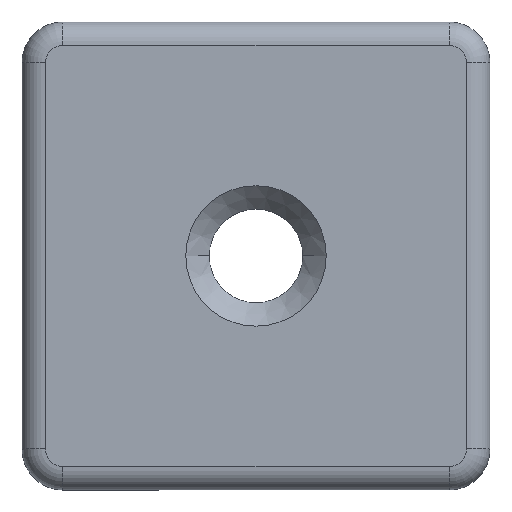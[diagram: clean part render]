
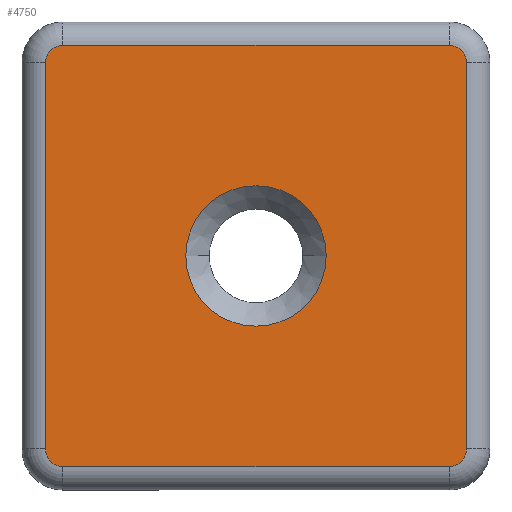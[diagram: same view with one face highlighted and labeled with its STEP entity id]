
A CAD part, top view. The second image highlights one B-rep face of the part: STEP entity #4750.
In plain terms, the highlighted planar face has unit normal (0, 0, 1).
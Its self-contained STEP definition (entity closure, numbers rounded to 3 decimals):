
#30 = AXIS2_PLACEMENT_3D ( 'NONE', #1985, #3412, #8100 ) ;
#65 = EDGE_CURVE ( 'NONE', #4527, #2316, #4487, .T. ) ;
#352 = ORIENTED_EDGE ( 'NONE', *, *, #4110, .T. ) ;
#366 = ORIENTED_EDGE ( 'NONE', *, *, #3276, .F. ) ;
#411 = CARTESIAN_POINT ( 'NONE',  ( 0., 0., 4. ) ) ;
#439 = EDGE_CURVE ( 'NONE', #2141, #3598, #7367, .T. ) ;
#448 = DIRECTION ( 'NONE',  ( -1., 0., 0. ) ) ;
#522 = ORIENTED_EDGE ( 'NONE', *, *, #3119, .T. ) ;
#678 = FACE_BOUND ( 'NONE', #6989, .T. ) ;
#770 = DIRECTION ( 'NONE',  ( 1., 0., 0. ) ) ;
#814 = CIRCLE ( 'NONE', #7410, 1.5 ) ;
#945 = CARTESIAN_POINT ( 'NONE',  ( -16.5, 18., 4. ) ) ;
#1110 = VERTEX_POINT ( 'NONE', #3630 ) ;
#1122 = CARTESIAN_POINT ( 'NONE',  ( 18., -16.5, 4. ) ) ;
#1186 = ORIENTED_EDGE ( 'NONE', *, *, #439, .T. ) ;
#1602 = DIRECTION ( 'NONE',  ( 0., 0., 1. ) ) ;
#1735 = EDGE_CURVE ( 'NONE', #4018, #5658, #6978, .T. ) ;
#1847 = VECTOR ( 'NONE', #2343, 1000. ) ;
#1902 = FACE_OUTER_BOUND ( 'NONE', #7972, .T. ) ;
#1984 = CARTESIAN_POINT ( 'NONE',  ( 0., 0., 4. ) ) ;
#1985 = CARTESIAN_POINT ( 'NONE',  ( 0., 0., 4. ) ) ;
#2099 = ORIENTED_EDGE ( 'NONE', *, *, #3809, .T. ) ;
#2141 = VERTEX_POINT ( 'NONE', #4131 ) ;
#2240 = CARTESIAN_POINT ( 'NONE',  ( -6., 0., 4. ) ) ;
#2316 = VERTEX_POINT ( 'NONE', #2240 ) ;
#2343 = DIRECTION ( 'NONE',  ( -1., 0., 0. ) ) ;
#2400 = VERTEX_POINT ( 'NONE', #4444 ) ;
#2415 = DIRECTION ( 'NONE',  ( -1., 0., 0. ) ) ;
#2555 = VECTOR ( 'NONE', #4342, 1000. ) ;
#2972 = CARTESIAN_POINT ( 'NONE',  ( -18., 16.5, 4. ) ) ;
#2987 = CIRCLE ( 'NONE', #4995, 1.5 ) ;
#3013 = LINE ( 'NONE', #5751, #1847 ) ;
#3119 = EDGE_CURVE ( 'NONE', #5135, #4018, #3013, .T. ) ;
#3276 = EDGE_CURVE ( 'NONE', #2316, #4527, #7295, .T. ) ;
#3348 = CARTESIAN_POINT ( 'NONE',  ( 18., 16.5, 4. ) ) ;
#3412 = DIRECTION ( 'NONE',  ( 0., 0., -1. ) ) ;
#3598 = VERTEX_POINT ( 'NONE', #1122 ) ;
#3621 = ORIENTED_EDGE ( 'NONE', *, *, #7157, .T. ) ;
#3630 = CARTESIAN_POINT ( 'NONE',  ( -16.5, -18., 4. ) ) ;
#3703 = ORIENTED_EDGE ( 'NONE', *, *, #1735, .T. ) ;
#3728 = CARTESIAN_POINT ( 'NONE',  ( 18., 16.5, 4. ) ) ;
#3809 = EDGE_CURVE ( 'NONE', #3598, #4025, #4027, .T. ) ;
#3928 = DIRECTION ( 'NONE',  ( -1., 0., 0. ) ) ;
#3961 = VECTOR ( 'NONE', #7347, 1000. ) ;
#4018 = VERTEX_POINT ( 'NONE', #945 ) ;
#4025 = VERTEX_POINT ( 'NONE', #3728 ) ;
#4027 = LINE ( 'NONE', #3348, #2555 ) ;
#4110 = EDGE_CURVE ( 'NONE', #4025, #5135, #2987, .T. ) ;
#4131 = CARTESIAN_POINT ( 'NONE',  ( 16.5, -18., 4. ) ) ;
#4305 = ORIENTED_EDGE ( 'NONE', *, *, #7138, .T. ) ;
#4342 = DIRECTION ( 'NONE',  ( 0., 1., 0. ) ) ;
#4444 = CARTESIAN_POINT ( 'NONE',  ( -18., -16.5, 4. ) ) ;
#4487 = CIRCLE ( 'NONE', #4912, 6. ) ;
#4527 = VERTEX_POINT ( 'NONE', #7993 ) ;
#4564 = CARTESIAN_POINT ( 'NONE',  ( 16.5, -16.5, 4. ) ) ;
#4582 = PLANE ( 'NONE',  #30 ) ;
#4750 = ADVANCED_FACE ( 'NONE', ( #1902, #678 ), #4582, .F. ) ;
#4912 = AXIS2_PLACEMENT_3D ( 'NONE', #411, #6693, #8730 ) ;
#4995 = AXIS2_PLACEMENT_3D ( 'NONE', #8689, #7999, #448 ) ;
#5003 = CARTESIAN_POINT ( 'NONE',  ( -16.5, -16.5, 4. ) ) ;
#5007 = ORIENTED_EDGE ( 'NONE', *, *, #65, .F. ) ;
#5082 = EDGE_CURVE ( 'NONE', #1110, #2141, #7326, .T. ) ;
#5135 = VERTEX_POINT ( 'NONE', #6002 ) ;
#5254 = DIRECTION ( 'NONE',  ( 0., 0., 1. ) ) ;
#5375 = DIRECTION ( 'NONE',  ( 1., 0., 0. ) ) ;
#5517 = DIRECTION ( 'NONE',  ( 0., 0., 1. ) ) ;
#5658 = VERTEX_POINT ( 'NONE', #2972 ) ;
#5751 = CARTESIAN_POINT ( 'NONE',  ( -16.5, 18., 4. ) ) ;
#5896 = CARTESIAN_POINT ( 'NONE',  ( -18., -16.5, 4. ) ) ;
#6002 = CARTESIAN_POINT ( 'NONE',  ( 16.5, 18., 4. ) ) ;
#6009 = DIRECTION ( 'NONE',  ( -1., 0., 0. ) ) ;
#6352 = AXIS2_PLACEMENT_3D ( 'NONE', #4564, #8722, #2415 ) ;
#6653 = CARTESIAN_POINT ( 'NONE',  ( 16.5, -18., 4. ) ) ;
#6693 = DIRECTION ( 'NONE',  ( 0., 0., 1. ) ) ;
#6978 = CIRCLE ( 'NONE', #8851, 1.5 ) ;
#6989 = EDGE_LOOP ( 'NONE', ( #5007, #366 ) ) ;
#7138 = EDGE_CURVE ( 'NONE', #2400, #1110, #814, .T. ) ;
#7157 = EDGE_CURVE ( 'NONE', #5658, #2400, #8152, .T. ) ;
#7295 = CIRCLE ( 'NONE', #7582, 6. ) ;
#7326 = LINE ( 'NONE', #6653, #8521 ) ;
#7347 = DIRECTION ( 'NONE',  ( 0., -1., 0. ) ) ;
#7367 = CIRCLE ( 'NONE', #6352, 1.5 ) ;
#7410 = AXIS2_PLACEMENT_3D ( 'NONE', #5003, #1602, #3928 ) ;
#7582 = AXIS2_PLACEMENT_3D ( 'NONE', #1984, #5517, #770 ) ;
#7972 = EDGE_LOOP ( 'NONE', ( #3703, #3621, #4305, #8633, #1186, #2099, #352, #522 ) ) ;
#7973 = CARTESIAN_POINT ( 'NONE',  ( -16.5, 16.5, 4. ) ) ;
#7993 = CARTESIAN_POINT ( 'NONE',  ( 6., 0., 4. ) ) ;
#7999 = DIRECTION ( 'NONE',  ( 0., 0., 1. ) ) ;
#8100 = DIRECTION ( 'NONE',  ( -1., 0., 0. ) ) ;
#8152 = LINE ( 'NONE', #5896, #3961 ) ;
#8521 = VECTOR ( 'NONE', #5375, 1000. ) ;
#8633 = ORIENTED_EDGE ( 'NONE', *, *, #5082, .T. ) ;
#8689 = CARTESIAN_POINT ( 'NONE',  ( 16.5, 16.5, 4. ) ) ;
#8722 = DIRECTION ( 'NONE',  ( 0., 0., 1. ) ) ;
#8730 = DIRECTION ( 'NONE',  ( 1., 0., 0. ) ) ;
#8851 = AXIS2_PLACEMENT_3D ( 'NONE', #7973, #5254, #6009 ) ;
